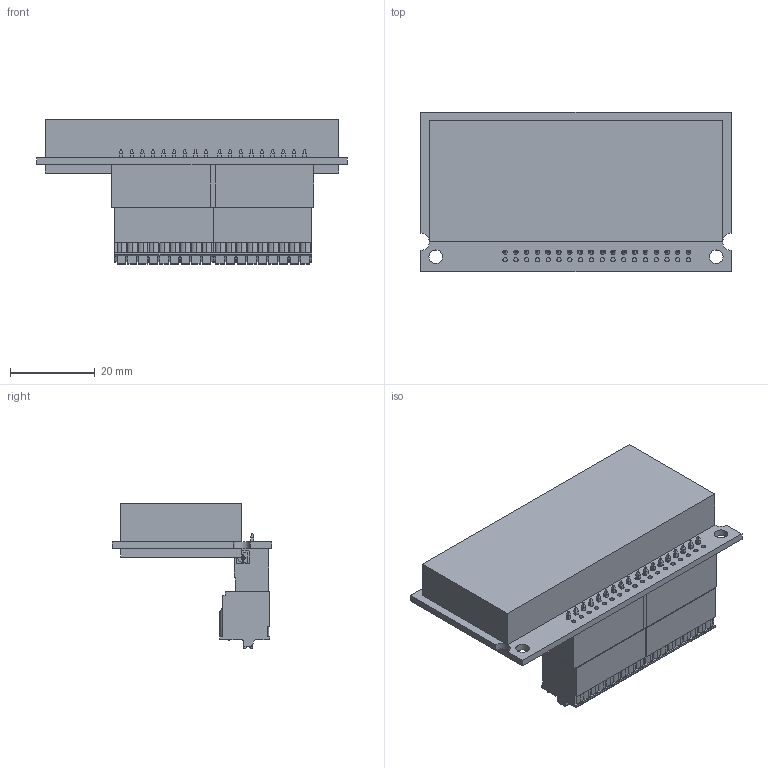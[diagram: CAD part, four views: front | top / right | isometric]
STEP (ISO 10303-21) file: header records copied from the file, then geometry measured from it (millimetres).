
FILE_DESCRIPTION(/* description */ ('Alibre Inc.'),/* implementation_level */ '2;1');
FILE_NAME(/* name */ 'export-3014FBEB-B77C-4637-9653-6880EDF3FA39',/* time_stamp */ '2020-03-13T15:57:28+01:00',/* author */ (''),/* organization */ (''),/* preprocessor_version */ 'ST-DEVELOPER v17',/* originating_system */ 'Alibre',/* authorisation */ '');
FILE_SCHEMA (('AUTOMOTIVE_DESIGN'));
Length unit declared in the file: centimetre
Products named in the file (8): ID_1
Bounding box: 73 x 37.5 x 34.1 mm (x, y, z)
Volume: 35289.5 mm3; surface area: 24687.1 mm2
Topology: 7 solids, 7 shells, 2566 faces, 6594 edges, 4256 vertices
Faces by surface type: plane 1762, cylinder 732, cone 72
Full cylindrical faces by diameter (mm): 1.016 x36, 3.2 x2
Entity records: 40036 total; most frequent: CARTESIAN_POINT 8679, ORIENTED_EDGE 6680, DIRECTION 5349, EDGE_CURVE 3340, VECTOR 2509, LINE 2509, VERTEX_POINT 2182, AXIS2_PLACEMENT_3D 1864
